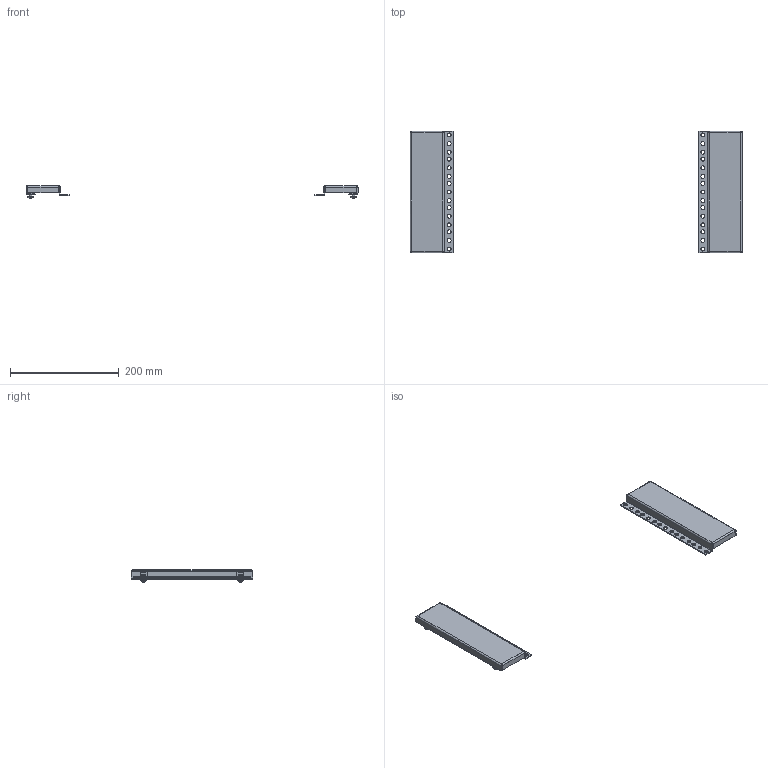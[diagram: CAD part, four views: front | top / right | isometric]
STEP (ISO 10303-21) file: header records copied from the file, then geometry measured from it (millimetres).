
FILE_DESCRIPTION((''),'2;1');
FILE_NAME('421857_ASM','2005-03-04T',('taldrich'),('CRENLO, LLC'),'PRO/ENGINEER BY PARAMETRIC TECHNOLOGY CORPORATION, 2004360','PRO/ENGINEER BY PARAMETRIC TECHNOLOGY CORPORATION, 2004360','');
FILE_SCHEMA(('AUTOMOTIVE_DESIGN_CC2 { 1 2 10303 214 -1 1 5 2 }'));
Length unit declared in the file: inch
Products named in the file (5): 421872; 421862_ASM; 945026; 940006; 421857_ASM
Assembly tree (11 placements, depth 3):
  421857_ASM
    421862_ASM  x2
      421872
    945026  x4
    940006  x4
Bounding box: 609.6 x 222.25 x 22.54 mm (x, y, z)
Volume: 106240.2 mm3; surface area: 119787.3 mm2
Topology: 10 solids, 10 shells, 560 faces, 1424 edges, 888 vertices
Faces by surface type: plane 252, cylinder 212, bspline 56, cone 24, torus 8, sphere 8
Entity records: 7418 total; most frequent: CARTESIAN_POINT 1673, DIRECTION 986, ORIENTED_EDGE 932, EDGE_CURVE 466, AXIS2_PLACEMENT_3D 358, PRESENTATION_STYLE_ASSIGNMENT 309, STYLED_ITEM 306, CURVE_STYLE 304
